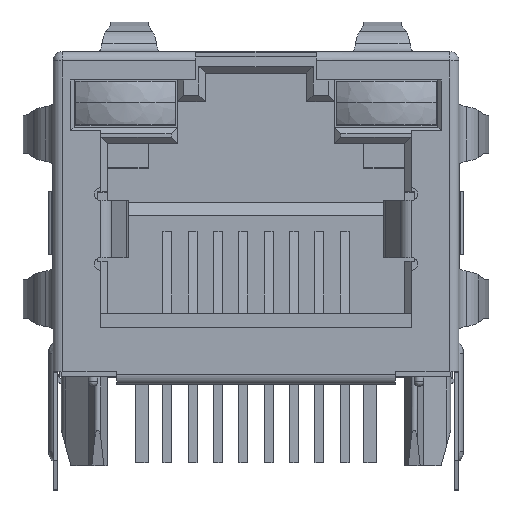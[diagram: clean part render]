
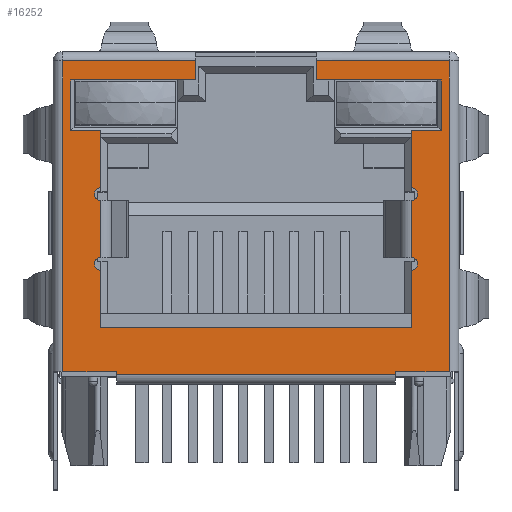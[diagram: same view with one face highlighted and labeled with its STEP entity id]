
A CAD part, top view. The second image highlights one B-rep face of the part: STEP entity #16252.
In plain terms, the highlighted planar face has unit normal (0, 0, 1).
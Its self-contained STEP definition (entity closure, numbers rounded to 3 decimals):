
#5391=CARTESIAN_POINT('',(-6.223,7.315,0.));
#5392=DIRECTION('',(0.,0.,-1.));
#5393=DIRECTION('',(0.,-1.,0.));
#5394=AXIS2_PLACEMENT_3D('',#5391,#5392,#5393);
#5576=CARTESIAN_POINT('',(-6.223,4.521,0.));
#5577=DIRECTION('',(0.,0.,-1.));
#5578=DIRECTION('',(0.,-1.,0.));
#5579=AXIS2_PLACEMENT_3D('',#5576,#5577,#5578);
#5607=CARTESIAN_POINT('',(6.223,4.521,0.));
#5608=DIRECTION('',(0.,0.,-1.));
#5609=DIRECTION('',(0.,1.,0.));
#5610=AXIS2_PLACEMENT_3D('',#5607,#5608,#5609);
#5612=DIRECTION('',(-1.,0.,0.));
#5613=VECTOR('',#5612,5.334);
#5614=CARTESIAN_POINT('',(7.747,12.649,0.));
#5615=LINE('',#5614,#5613);
#5616=DIRECTION('',(0.,1.,0.));
#5617=VECTOR('',#5616,12.446);
#5618=CARTESIAN_POINT('',(7.747,0.203,0.));
#5619=LINE('',#5618,#5617);
#5620=DIRECTION('',(1.,0.,0.));
#5621=VECTOR('',#5620,2.159);
#5622=CARTESIAN_POINT('',(5.588,0.203,0.));
#5623=LINE('',#5622,#5621);
#5624=DIRECTION('',(0.,1.,0.));
#5625=VECTOR('',#5624,0.127);
#5626=CARTESIAN_POINT('',(5.588,0.076,0.));
#5627=LINE('',#5626,#5625);
#5628=DIRECTION('',(1.,0.,0.));
#5629=VECTOR('',#5628,11.176);
#5630=CARTESIAN_POINT('',(-5.588,0.076,0.));
#5631=LINE('',#5630,#5629);
#5632=DIRECTION('',(0.,-1.,0.));
#5633=VECTOR('',#5632,0.127);
#5634=CARTESIAN_POINT('',(-5.588,0.203,0.));
#5635=LINE('',#5634,#5633);
#5636=DIRECTION('',(1.,0.,0.));
#5637=VECTOR('',#5636,2.159);
#5638=CARTESIAN_POINT('',(-7.747,0.203,0.));
#5639=LINE('',#5638,#5637);
#5640=DIRECTION('',(0.,-1.,0.));
#5641=VECTOR('',#5640,12.446);
#5642=CARTESIAN_POINT('',(-7.747,12.649,0.));
#5643=LINE('',#5642,#5641);
#5644=DIRECTION('',(1.,0.,0.));
#5645=VECTOR('',#5644,5.334);
#5646=CARTESIAN_POINT('',(-7.747,12.649,0.));
#5647=LINE('',#5646,#5645);
#5648=DIRECTION('',(0.,1.,0.));
#5649=VECTOR('',#5648,0.762);
#5650=CARTESIAN_POINT('',(-2.413,11.887,0.));
#5651=LINE('',#5650,#5649);
#5652=DIRECTION('',(1.,0.,0.));
#5653=VECTOR('',#5652,5.017);
#5654=CARTESIAN_POINT('',(-7.43,11.887,0.));
#5655=LINE('',#5654,#5653);
#5656=DIRECTION('',(0.,1.,0.));
#5657=VECTOR('',#5656,2.032);
#5658=CARTESIAN_POINT('',(-7.43,9.855,0.));
#5659=LINE('',#5658,#5657);
#5660=DIRECTION('',(-1.,0.,0.));
#5661=VECTOR('',#5660,1.207);
#5662=CARTESIAN_POINT('',(-6.223,9.855,0.));
#5663=LINE('',#5662,#5661);
#5664=DIRECTION('',(0.,1.,0.));
#5665=VECTOR('',#5664,2.286);
#5666=CARTESIAN_POINT('',(-6.223,7.569,0.));
#5667=LINE('',#5666,#5665);
#5668=DIRECTION('',(0.,1.,0.));
#5669=VECTOR('',#5668,2.286);
#5670=CARTESIAN_POINT('',(-6.223,4.775,0.));
#5671=LINE('',#5670,#5669);
#5672=DIRECTION('',(0.,1.,0.));
#5673=VECTOR('',#5672,2.286);
#5674=CARTESIAN_POINT('',(-6.223,1.981,0.));
#5675=LINE('',#5674,#5673);
#5676=DIRECTION('',(-1.,0.,0.));
#5677=VECTOR('',#5676,12.446);
#5678=CARTESIAN_POINT('',(6.223,1.981,0.));
#5679=LINE('',#5678,#5677);
#5680=DIRECTION('',(0.,-1.,0.));
#5681=VECTOR('',#5680,2.286);
#5682=CARTESIAN_POINT('',(6.223,4.267,0.));
#5683=LINE('',#5682,#5681);
#5684=DIRECTION('',(0.,1.,0.));
#5685=VECTOR('',#5684,2.286);
#5686=CARTESIAN_POINT('',(6.223,4.775,0.));
#5687=LINE('',#5686,#5685);
#5688=DIRECTION('',(0.,-1.,0.));
#5689=VECTOR('',#5688,2.286);
#5690=CARTESIAN_POINT('',(6.223,9.855,0.));
#5691=LINE('',#5690,#5689);
#5692=DIRECTION('',(-1.,0.,0.));
#5693=VECTOR('',#5692,1.207);
#5694=CARTESIAN_POINT('',(7.43,9.855,0.));
#5695=LINE('',#5694,#5693);
#5696=DIRECTION('',(0.,-1.,0.));
#5697=VECTOR('',#5696,2.032);
#5698=CARTESIAN_POINT('',(7.43,11.887,0.));
#5699=LINE('',#5698,#5697);
#5700=DIRECTION('',(1.,0.,0.));
#5701=VECTOR('',#5700,5.017);
#5702=CARTESIAN_POINT('',(2.413,11.887,0.));
#5703=LINE('',#5702,#5701);
#5704=DIRECTION('',(0.,-1.,0.));
#5705=VECTOR('',#5704,0.762);
#5706=CARTESIAN_POINT('',(2.413,12.649,0.));
#5707=LINE('',#5706,#5705);
#5755=CARTESIAN_POINT('',(6.223,7.315,0.));
#5756=DIRECTION('',(0.,0.,-1.));
#5757=DIRECTION('',(0.,1.,0.));
#5758=AXIS2_PLACEMENT_3D('',#5755,#5756,#5757);
#7290=CARTESIAN_POINT('',(-7.43,11.887,0.));
#7291=CARTESIAN_POINT('',(-2.413,11.887,0.));
#7292=VERTEX_POINT('',#7290);
#7293=VERTEX_POINT('',#7291);
#7294=CARTESIAN_POINT('',(2.413,11.887,0.));
#7295=CARTESIAN_POINT('',(7.43,11.887,0.));
#7296=VERTEX_POINT('',#7294);
#7297=VERTEX_POINT('',#7295);
#7298=CARTESIAN_POINT('',(7.43,9.855,0.));
#7299=VERTEX_POINT('',#7298);
#7300=CARTESIAN_POINT('',(6.223,9.855,0.));
#7301=VERTEX_POINT('',#7300);
#7302=CARTESIAN_POINT('',(6.223,1.981,0.));
#7303=CARTESIAN_POINT('',(-6.223,1.981,0.));
#7304=VERTEX_POINT('',#7302);
#7305=VERTEX_POINT('',#7303);
#7306=CARTESIAN_POINT('',(-6.223,9.855,0.));
#7307=CARTESIAN_POINT('',(-7.43,9.855,0.));
#7308=VERTEX_POINT('',#7306);
#7309=VERTEX_POINT('',#7307);
#8053=CARTESIAN_POINT('',(-5.588,0.203,0.));
#8054=VERTEX_POINT('',#8053);
#8055=CARTESIAN_POINT('',(5.588,0.203,0.));
#8056=VERTEX_POINT('',#8055);
#8369=CARTESIAN_POINT('',(-6.223,4.267,0.));
#8370=VERTEX_POINT('',#8369);
#8371=CARTESIAN_POINT('',(-6.223,4.775,0.));
#8373=VERTEX_POINT('',#8371);
#8379=CARTESIAN_POINT('',(-6.223,7.061,0.));
#8381=VERTEX_POINT('',#8379);
#8383=CARTESIAN_POINT('',(-6.223,7.569,0.));
#8384=VERTEX_POINT('',#8383);
#8389=CARTESIAN_POINT('',(6.223,7.569,0.));
#8390=VERTEX_POINT('',#8389);
#8391=CARTESIAN_POINT('',(6.223,7.061,0.));
#8393=VERTEX_POINT('',#8391);
#8396=CARTESIAN_POINT('',(6.223,4.267,0.));
#8398=VERTEX_POINT('',#8396);
#8402=CARTESIAN_POINT('',(6.223,4.775,0.));
#8404=VERTEX_POINT('',#8402);
#8513=CARTESIAN_POINT('',(-7.747,0.203,0.));
#8515=VERTEX_POINT('',#8513);
#8517=CARTESIAN_POINT('',(5.588,0.076,0.));
#8519=VERTEX_POINT('',#8517);
#8523=CARTESIAN_POINT('',(-5.588,0.076,0.));
#8524=VERTEX_POINT('',#8523);
#8565=CARTESIAN_POINT('',(2.413,12.649,0.));
#8567=VERTEX_POINT('',#8565);
#8569=CARTESIAN_POINT('',(7.747,12.649,0.));
#8570=VERTEX_POINT('',#8569);
#8576=CARTESIAN_POINT('',(7.747,0.203,0.));
#8578=VERTEX_POINT('',#8576);
#8583=CARTESIAN_POINT('',(-7.747,12.649,0.));
#8584=VERTEX_POINT('',#8583);
#8585=CARTESIAN_POINT('',(-2.413,12.649,0.));
#8587=VERTEX_POINT('',#8585);
#16200=CARTESIAN_POINT('',(0.,0.,0.));
#16201=DIRECTION('',(0.,0.,1.));
#16202=DIRECTION('',(1.,0.,0.));
#16203=AXIS2_PLACEMENT_3D('',#16200,#16201,#16202);
#16204=PLANE('',#16203);
#16206=ORIENTED_EDGE('',*,*,#16205,.F.);
#16208=ORIENTED_EDGE('',*,*,#16207,.F.);
#16209=ORIENTED_EDGE('',*,*,#9393,.F.);
#16211=ORIENTED_EDGE('',*,*,#16210,.F.);
#16213=ORIENTED_EDGE('',*,*,#16212,.F.);
#16215=ORIENTED_EDGE('',*,*,#16214,.F.);
#16216=ORIENTED_EDGE('',*,*,#9359,.F.);
#16217=ORIENTED_EDGE('',*,*,#10489,.F.);
#16219=ORIENTED_EDGE('',*,*,#16218,.T.);
#16221=ORIENTED_EDGE('',*,*,#16220,.F.);
#16222=ORIENTED_EDGE('',*,*,#13819,.F.);
#16224=ORIENTED_EDGE('',*,*,#16223,.F.);
#16226=ORIENTED_EDGE('',*,*,#16225,.F.);
#16227=ORIENTED_EDGE('',*,*,#15981,.F.);
#16228=ORIENTED_EDGE('',*,*,#15999,.F.);
#16230=ORIENTED_EDGE('',*,*,#16229,.F.);
#16231=ORIENTED_EDGE('',*,*,#16137,.F.);
#16232=ORIENTED_EDGE('',*,*,#16153,.F.);
#16233=ORIENTED_EDGE('',*,*,#16166,.F.);
#16234=ORIENTED_EDGE('',*,*,#16179,.F.);
#16235=ORIENTED_EDGE('',*,*,#16195,.F.);
#16237=ORIENTED_EDGE('',*,*,#16236,.T.);
#16239=ORIENTED_EDGE('',*,*,#16238,.F.);
#16241=ORIENTED_EDGE('',*,*,#16240,.F.);
#16243=ORIENTED_EDGE('',*,*,#16242,.F.);
#16245=ORIENTED_EDGE('',*,*,#16244,.F.);
#16247=ORIENTED_EDGE('',*,*,#16246,.F.);
#16249=ORIENTED_EDGE('',*,*,#16248,.F.);
#16250=EDGE_LOOP('',(#16206,#16208,#16209,#16211,#16213,#16215,#16216,#16217,
#16219,#16221,#16222,#16224,#16226,#16227,#16228,#16230,#16231,#16232,#16233,
#16234,#16235,#16237,#16239,#16241,#16243,#16245,#16247,#16249));
#16251=FACE_OUTER_BOUND('',#16250,.F.);
#5395=CIRCLE('',#5394,0.254);
#5580=CIRCLE('',#5579,0.254);
#5611=CIRCLE('',#5610,0.254);
#5759=CIRCLE('',#5758,0.254);
#9359=EDGE_CURVE('',#8515,#8054,#5639,.T.);
#9393=EDGE_CURVE('',#8056,#8578,#5623,.T.);
#10489=EDGE_CURVE('',#8584,#8515,#5643,.T.);
#13819=EDGE_CURVE('',#7292,#7293,#5655,.T.);
#15981=EDGE_CURVE('',#8384,#7308,#5667,.T.);
#15999=EDGE_CURVE('',#8381,#8384,#5395,.T.);
#16137=EDGE_CURVE('',#8370,#8373,#5580,.T.);
#16153=EDGE_CURVE('',#7305,#8370,#5675,.T.);
#16166=EDGE_CURVE('',#7304,#7305,#5679,.T.);
#16179=EDGE_CURVE('',#8398,#7304,#5683,.T.);
#16195=EDGE_CURVE('',#8404,#8398,#5611,.T.);
#16205=EDGE_CURVE('',#8570,#8567,#5615,.T.);
#16207=EDGE_CURVE('',#8578,#8570,#5619,.T.);
#16210=EDGE_CURVE('',#8519,#8056,#5627,.T.);
#16212=EDGE_CURVE('',#8524,#8519,#5631,.T.);
#16214=EDGE_CURVE('',#8054,#8524,#5635,.T.);
#16218=EDGE_CURVE('',#8584,#8587,#5647,.T.);
#16220=EDGE_CURVE('',#7293,#8587,#5651,.T.);
#16223=EDGE_CURVE('',#7309,#7292,#5659,.T.);
#16225=EDGE_CURVE('',#7308,#7309,#5663,.T.);
#16229=EDGE_CURVE('',#8373,#8381,#5671,.T.);
#16236=EDGE_CURVE('',#8404,#8393,#5687,.T.);
#16238=EDGE_CURVE('',#8390,#8393,#5759,.T.);
#16240=EDGE_CURVE('',#7301,#8390,#5691,.T.);
#16242=EDGE_CURVE('',#7299,#7301,#5695,.T.);
#16244=EDGE_CURVE('',#7297,#7299,#5699,.T.);
#16246=EDGE_CURVE('',#7296,#7297,#5703,.T.);
#16248=EDGE_CURVE('',#8567,#7296,#5707,.T.);
#16252=ADVANCED_FACE('',(#16251),#16204,.T.);
